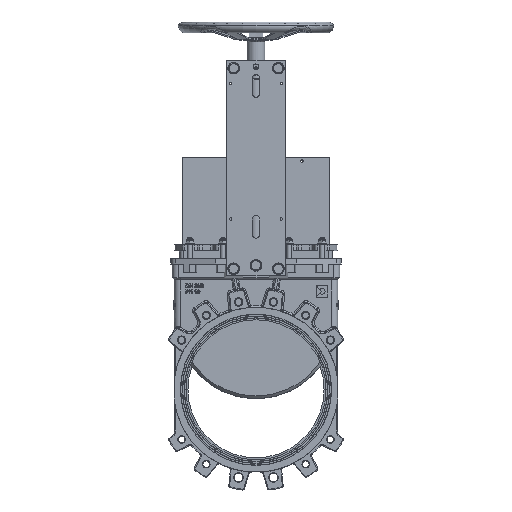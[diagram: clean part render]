
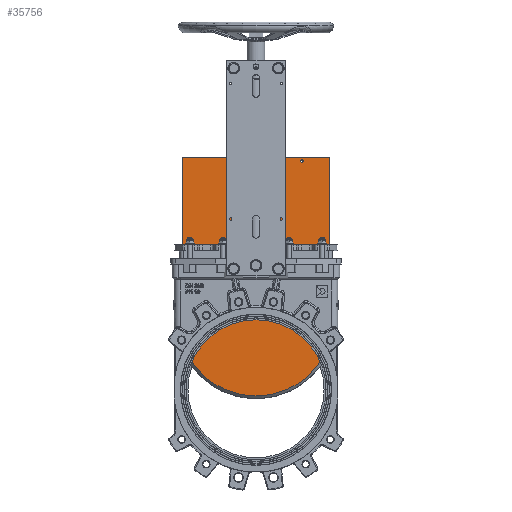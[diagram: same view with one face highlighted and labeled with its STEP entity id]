
A CAD part, left-side view. The second image highlights one B-rep face of the part: STEP entity #35756.
In plain terms, the highlighted face is planar.
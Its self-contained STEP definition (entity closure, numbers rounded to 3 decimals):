
#1270=FACE_BOUND('',#8219,.T.);
#1271=FACE_BOUND('',#8220,.T.);
#1272=FACE_BOUND('',#8221,.T.);
#1273=FACE_BOUND('',#8222,.T.);
#1274=FACE_BOUND('',#8223,.T.);
#1275=FACE_BOUND('',#8224,.T.);
#1276=FACE_BOUND('',#8225,.T.);
#3277=CIRCLE('',#39024,3.25);
#3279=CIRCLE('',#39027,20.);
#3289=CIRCLE('',#39042,199.828);
#3291=CIRCLE('',#39046,20.);
#3292=CIRCLE('',#39048,207.);
#3293=CIRCLE('',#39049,207.);
#3294=CIRCLE('',#39050,6.25);
#3295=CIRCLE('',#39051,6.25);
#3296=CIRCLE('',#39052,6.25);
#3297=CIRCLE('',#39053,6.25);
#3298=CIRCLE('',#39054,6.25);
#3299=CIRCLE('',#39055,6.25);
#4173=PLANE('',#39047);
#5972=FACE_OUTER_BOUND('',#8218,.T.);
#8218=EDGE_LOOP('',(#30376,#30377,#30378,#30379,#30380,#30381,#30382,#30383));
#8219=EDGE_LOOP('',(#30384));
#8220=EDGE_LOOP('',(#30385));
#8221=EDGE_LOOP('',(#30386));
#8222=EDGE_LOOP('',(#30387));
#8223=EDGE_LOOP('',(#30388));
#8224=EDGE_LOOP('',(#30389));
#8225=EDGE_LOOP('',(#30390));
#10808=LINE('',#63949,#13634);
#10809=LINE('',#63951,#13635);
#10810=LINE('',#63953,#13636);
#13634=VECTOR('',#46661,10.);
#13635=VECTOR('',#46662,10.);
#13636=VECTOR('',#46663,10.);
#16913=VERTEX_POINT('',#63855);
#16916=VERTEX_POINT('',#63862);
#16917=VERTEX_POINT('',#63873);
#16926=VERTEX_POINT('',#63920);
#16928=VERTEX_POINT('',#63933);
#16929=VERTEX_POINT('',#63946);
#16930=VERTEX_POINT('',#63948);
#16931=VERTEX_POINT('',#63950);
#16932=VERTEX_POINT('',#63952);
#16933=VERTEX_POINT('',#63955);
#16934=VERTEX_POINT('',#63957);
#16935=VERTEX_POINT('',#63959);
#16936=VERTEX_POINT('',#63961);
#16937=VERTEX_POINT('',#63963);
#16938=VERTEX_POINT('',#63965);
#21571=EDGE_CURVE('',#16913,#16913,#3277,.T.);
#21575=EDGE_CURVE('',#16917,#16916,#3279,.T.);
#21589=EDGE_CURVE('',#16926,#16917,#3289,.T.);
#21594=EDGE_CURVE('',#16928,#16926,#3291,.T.);
#21595=EDGE_CURVE('',#16929,#16916,#3292,.T.);
#21596=EDGE_CURVE('',#16930,#16929,#10808,.T.);
#21597=EDGE_CURVE('',#16931,#16930,#10809,.T.);
#21598=EDGE_CURVE('',#16932,#16931,#10810,.T.);
#21599=EDGE_CURVE('',#16928,#16932,#3293,.T.);
#21600=EDGE_CURVE('',#16933,#16933,#3294,.T.);
#21601=EDGE_CURVE('',#16934,#16934,#3295,.T.);
#21602=EDGE_CURVE('',#16935,#16935,#3296,.T.);
#21603=EDGE_CURVE('',#16936,#16936,#3297,.T.);
#21604=EDGE_CURVE('',#16937,#16937,#3298,.T.);
#21605=EDGE_CURVE('',#16938,#16938,#3299,.T.);
#30376=ORIENTED_EDGE('',*,*,#21594,.T.);
#30377=ORIENTED_EDGE('',*,*,#21589,.T.);
#30378=ORIENTED_EDGE('',*,*,#21575,.T.);
#30379=ORIENTED_EDGE('',*,*,#21595,.F.);
#30380=ORIENTED_EDGE('',*,*,#21596,.F.);
#30381=ORIENTED_EDGE('',*,*,#21597,.F.);
#30382=ORIENTED_EDGE('',*,*,#21598,.F.);
#30383=ORIENTED_EDGE('',*,*,#21599,.F.);
#30384=ORIENTED_EDGE('',*,*,#21571,.T.);
#30385=ORIENTED_EDGE('',*,*,#21600,.T.);
#30386=ORIENTED_EDGE('',*,*,#21601,.T.);
#30387=ORIENTED_EDGE('',*,*,#21602,.T.);
#30388=ORIENTED_EDGE('',*,*,#21603,.T.);
#30389=ORIENTED_EDGE('',*,*,#21604,.T.);
#30390=ORIENTED_EDGE('',*,*,#21605,.T.);
#35756=ADVANCED_FACE('',(#5972,#1270,#1271,#1272,#1273,#1274,#1275,#1276),
#4173,.T.);
#39024=AXIS2_PLACEMENT_3D('',#63856,#46608,#46609);
#39027=AXIS2_PLACEMENT_3D('',#63874,#46615,#46616);
#39042=AXIS2_PLACEMENT_3D('',#63921,#46646,#46647);
#39046=AXIS2_PLACEMENT_3D('',#63944,#46655,#46656);
#39047=AXIS2_PLACEMENT_3D('',#63945,#46657,#46658);
#39048=AXIS2_PLACEMENT_3D('',#63947,#46659,#46660);
#39049=AXIS2_PLACEMENT_3D('',#63954,#46664,#46665);
#39050=AXIS2_PLACEMENT_3D('',#63956,#46666,#46667);
#39051=AXIS2_PLACEMENT_3D('',#63958,#46668,#46669);
#39052=AXIS2_PLACEMENT_3D('',#63960,#46670,#46671);
#39053=AXIS2_PLACEMENT_3D('',#63962,#46672,#46673);
#39054=AXIS2_PLACEMENT_3D('',#63964,#46674,#46675);
#39055=AXIS2_PLACEMENT_3D('',#63966,#46676,#46677);
#46608=DIRECTION('center_axis',(0.,0.,-1.));
#46609=DIRECTION('ref_axis',(-1.,0.,0.));
#46615=DIRECTION('center_axis',(0.,0.,-1.));
#46616=DIRECTION('ref_axis',(0.221,-0.975,0.));
#46646=DIRECTION('center_axis',(0.,0.,1.));
#46647=DIRECTION('ref_axis',(-0.873,-0.487,0.));
#46655=DIRECTION('center_axis',(0.,0.,-1.));
#46656=DIRECTION('ref_axis',(-0.873,-0.487,0.));
#46657=DIRECTION('center_axis',(0.,0.,1.));
#46658=DIRECTION('ref_axis',(1.,0.,0.));
#46659=DIRECTION('center_axis',(0.,0.,-1.));
#46660=DIRECTION('ref_axis',(0.908,0.419,0.));
#46661=DIRECTION('',(0.,-1.,0.));
#46662=DIRECTION('',(1.,0.,0.));
#46663=DIRECTION('',(0.,1.,0.));
#46664=DIRECTION('center_axis',(0.,0.,-1.));
#46665=DIRECTION('ref_axis',(0.908,0.419,0.));
#46666=DIRECTION('center_axis',(0.,0.,-1.));
#46667=DIRECTION('ref_axis',(-1.,0.,0.));
#46668=DIRECTION('center_axis',(0.,0.,-1.));
#46669=DIRECTION('ref_axis',(-1.,0.,0.));
#46670=DIRECTION('center_axis',(0.,0.,-1.));
#46671=DIRECTION('ref_axis',(-1.,0.,0.));
#46672=DIRECTION('center_axis',(0.,0.,-1.));
#46673=DIRECTION('ref_axis',(-1.,0.,0.));
#46674=DIRECTION('center_axis',(0.,0.,-1.));
#46675=DIRECTION('ref_axis',(-1.,0.,0.));
#46676=DIRECTION('center_axis',(0.,0.,-1.));
#46677=DIRECTION('ref_axis',(-1.,0.,0.));
#63855=CARTESIAN_POINT('',(121.25,611.,5.));
#63856=CARTESIAN_POINT('Origin',(118.,611.,5.));
#63862=CARTESIAN_POINT('',(187.536,119.369,5.));
#63873=CARTESIAN_POINT('',(174.489,109.61,5.));
#63874=CARTESIAN_POINT('Origin',(191.953,99.863,5.));
#63920=CARTESIAN_POINT('',(-174.489,109.61,5.));
#63921=CARTESIAN_POINT('Origin',(0.,207.,5.));
#63933=CARTESIAN_POINT('',(-187.536,119.369,5.));
#63944=CARTESIAN_POINT('Origin',(-191.953,99.863,5.));
#63945=CARTESIAN_POINT('Origin',(0.,339.73,
5.));
#63946=CARTESIAN_POINT('',(188.,120.369,5.));
#63947=CARTESIAN_POINT('Origin',(0.,207.,5.));
#63948=CARTESIAN_POINT('',(188.,621.,5.));
#63949=CARTESIAN_POINT('',(188.,621.,5.));
#63950=CARTESIAN_POINT('',(-188.,621.,5.));
#63951=CARTESIAN_POINT('',(-188.,621.,5.));
#63952=CARTESIAN_POINT('',(-188.,120.369,5.));
#63953=CARTESIAN_POINT('',(-188.,120.369,5.));
#63954=CARTESIAN_POINT('Origin',(0.,207.,5.));
#63955=CARTESIAN_POINT('',(6.25,607.5,5.));
#63956=CARTESIAN_POINT('Origin',(0.,607.5,5.));
#63957=CARTESIAN_POINT('',(6.25,582.,5.));
#63958=CARTESIAN_POINT('Origin',(0.,582.,5.));
#63959=CARTESIAN_POINT('',(-19.25,611.,5.));
#63960=CARTESIAN_POINT('Origin',(-25.5,611.,5.));
#63961=CARTESIAN_POINT('',(31.75,611.,5.));
#63962=CARTESIAN_POINT('Origin',(25.5,611.,5.));
#63963=CARTESIAN_POINT('',(31.75,586.,5.));
#63964=CARTESIAN_POINT('Origin',(25.5,586.,5.));
#63965=CARTESIAN_POINT('',(-19.25,586.,5.));
#63966=CARTESIAN_POINT('Origin',(-25.5,586.,5.));
